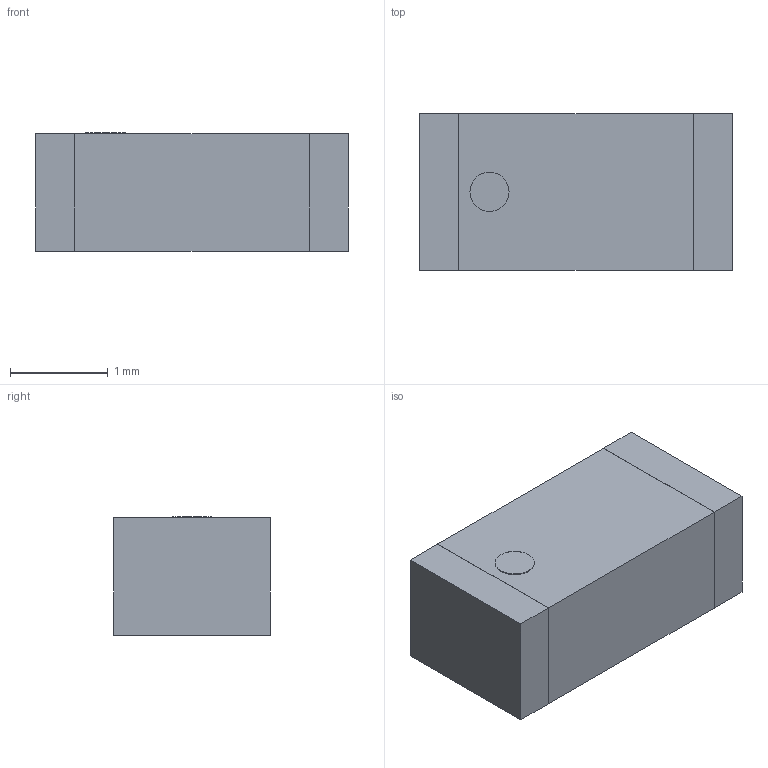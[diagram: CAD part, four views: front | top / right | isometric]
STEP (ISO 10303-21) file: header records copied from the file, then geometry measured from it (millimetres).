
FILE_DESCRIPTION(/* description */ ('Unknown'),/* implementation_level */ '2;1');
FILE_NAME(/* name */ 'ANT3216LL00R2400A',/* time_stamp */ '2023-02-27T12:51:33+02:00',/* author */ ('Unknown'),/* organization */ ('Unknown'),/* preprocessor_version */ 'ST-DEVELOPER v18.102',/* originating_system */ 'Solid Edge',/* authorisation */ 'Unknown');
FILE_SCHEMA (('AUTOMOTIVE_DESIGN {1 0 10303 214 3 1 1}'));
Length unit declared in the file: millimetre
Products named in the file (1): ANT3216LL00R2400A
Bounding box: 3.2 x 1.6 x 1.21 mm (x, y, z)
Volume: 6.1 mm3; surface area: 21.8 mm2
Topology: 1 solids, 1 shells, 18 faces, 39 edges, 26 vertices
Faces by surface type: plane 17, cylinder 1
Full cylindrical faces by diameter (mm): 0.4 x1
Entity records: 634 total; most frequent: CARTESIAN_POINT 95, ORIENTED_EDGE 76, DIRECTION 74, EDGE_CURVE 38, LINE 32, VECTOR 32, VERTEX_POINT 26, EDGE_LOOP 22
